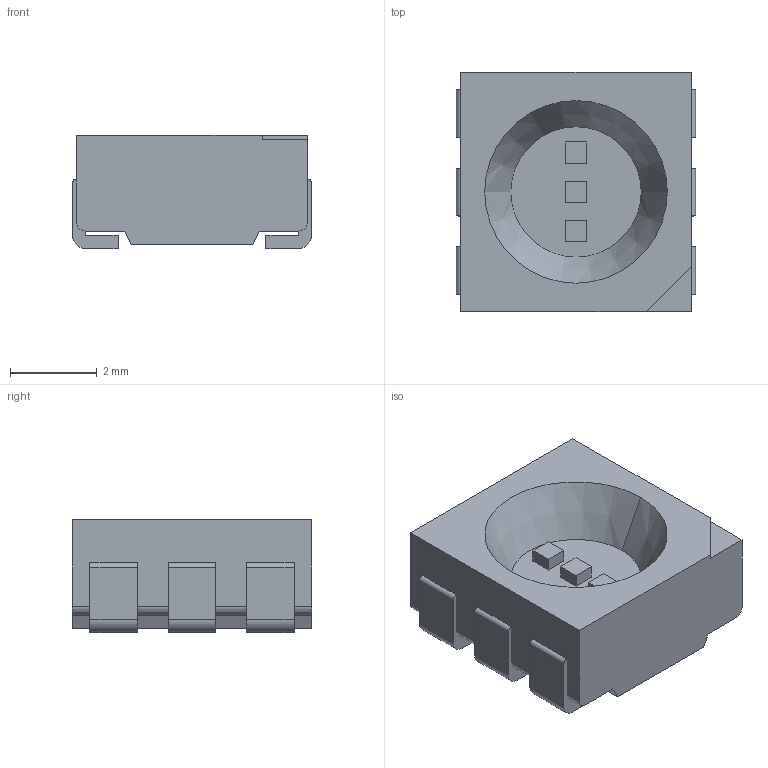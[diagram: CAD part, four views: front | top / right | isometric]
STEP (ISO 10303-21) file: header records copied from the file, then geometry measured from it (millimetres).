
FILE_DESCRIPTION (( 'STEP AP214' ), '1' );
FILE_NAME ('User Library-Cree PLCC6 LED model.STEP', '2019-09-02T08:35:34', ( '' ), ( '' ), 'SwSTEP 2.0', 'SolidWorks 2019', '' );
FILE_SCHEMA (( 'AUTOMOTIVE_DESIGN' ));
Length unit declared in the file: millimetre
Products named in the file (1): User Library-Cree PLCC6 LED model
Bounding box: 5.5 x 5.5 x 2.6 mm (x, y, z)
Volume: 61.3 mm3; surface area: 162.3 mm2
Topology: 10 solids, 10 shells, 95 faces, 222 edges, 148 vertices
Faces by surface type: plane 79, cylinder 14, cone 2
Entity records: 3848 total; most frequent: CARTESIAN_POINT 466, DIRECTION 446, ORIENTED_EDGE 444, EDGE_CURVE 222, VECTOR 190, LINE 190, VERTEX_POINT 148, AXIS2_PLACEMENT_3D 128
